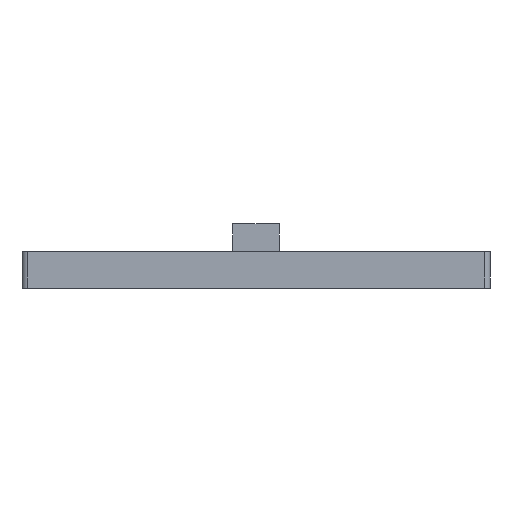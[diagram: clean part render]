
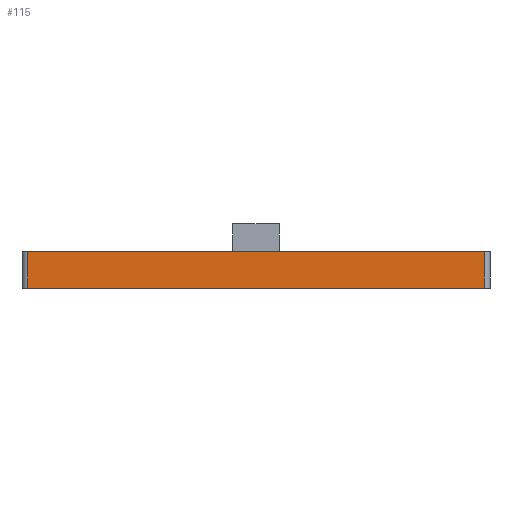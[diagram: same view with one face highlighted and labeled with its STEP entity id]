
A CAD part, front view. The second image highlights one B-rep face of the part: STEP entity #115.
In plain terms, the highlighted planar face has unit normal (0, -1, 0).
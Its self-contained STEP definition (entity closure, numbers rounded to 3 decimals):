
#24 = CARTESIAN_POINT ( 'NONE',  ( 20.32, 0., 0.8 ) ) ;
#25 = LINE ( 'NONE', #603, #716 ) ;
#41 = CARTESIAN_POINT ( 'NONE',  ( 0.25, 0., 0.8 ) ) ;
#56 = ORIENTED_EDGE ( 'NONE', *, *, #623, .T. ) ;
#84 = CARTESIAN_POINT ( 'NONE',  ( 20.32, 0., 0.8 ) ) ;
#115 = ADVANCED_FACE ( 'NONE', ( #692 ), #352, .F. ) ;
#118 = VECTOR ( 'NONE', #361, 1000. ) ;
#122 = AXIS2_PLACEMENT_3D ( 'NONE', #24, #609, #435 ) ;
#139 = CARTESIAN_POINT ( 'NONE',  ( 0.25, 0., 0.8 ) ) ;
#143 = VERTEX_POINT ( 'NONE', #1016 ) ;
#175 = ORIENTED_EDGE ( 'NONE', *, *, #339, .F. ) ;
#200 = EDGE_LOOP ( 'NONE', ( #175, #56, #717, #226 ) ) ;
#226 = ORIENTED_EDGE ( 'NONE', *, *, #604, .T. ) ;
#339 = EDGE_CURVE ( 'NONE', #919, #508, #596, .T. ) ;
#352 = PLANE ( 'NONE',  #122 ) ;
#361 = DIRECTION ( 'NONE',  ( 1., 0., 0. ) ) ;
#435 = DIRECTION ( 'NONE',  ( 0., 0., 1. ) ) ;
#467 = DIRECTION ( 'NONE',  ( 0., 0., 1. ) ) ;
#506 = VECTOR ( 'NONE', #543, 1000. ) ;
#508 = VERTEX_POINT ( 'NONE', #614 ) ;
#543 = DIRECTION ( 'NONE',  ( 0., 0., -1. ) ) ;
#596 = LINE ( 'NONE', #84, #118 ) ;
#603 = CARTESIAN_POINT ( 'NONE',  ( 20.32, 0., -0.8 ) ) ;
#604 = EDGE_CURVE ( 'NONE', #143, #508, #726, .T. ) ;
#609 = DIRECTION ( 'NONE',  ( 0., 1., 0. ) ) ;
#614 = CARTESIAN_POINT ( 'NONE',  ( 20.07, 0., 0.8 ) ) ;
#623 = EDGE_CURVE ( 'NONE', #919, #1063, #1048, .T. ) ;
#647 = CARTESIAN_POINT ( 'NONE',  ( 20.07, 0., 0.8 ) ) ;
#692 = FACE_OUTER_BOUND ( 'NONE', #200, .T. ) ;
#716 = VECTOR ( 'NONE', #929, 1000. ) ;
#717 = ORIENTED_EDGE ( 'NONE', *, *, #951, .T. ) ;
#726 = LINE ( 'NONE', #647, #940 ) ;
#794 = CARTESIAN_POINT ( 'NONE',  ( 0.25, 0., -0.8 ) ) ;
#919 = VERTEX_POINT ( 'NONE', #41 ) ;
#929 = DIRECTION ( 'NONE',  ( 1., 0., 0. ) ) ;
#940 = VECTOR ( 'NONE', #467, 1000. ) ;
#951 = EDGE_CURVE ( 'NONE', #1063, #143, #25, .T. ) ;
#1016 = CARTESIAN_POINT ( 'NONE',  ( 20.07, 0., -0.8 ) ) ;
#1048 = LINE ( 'NONE', #139, #506 ) ;
#1063 = VERTEX_POINT ( 'NONE', #794 ) ;
